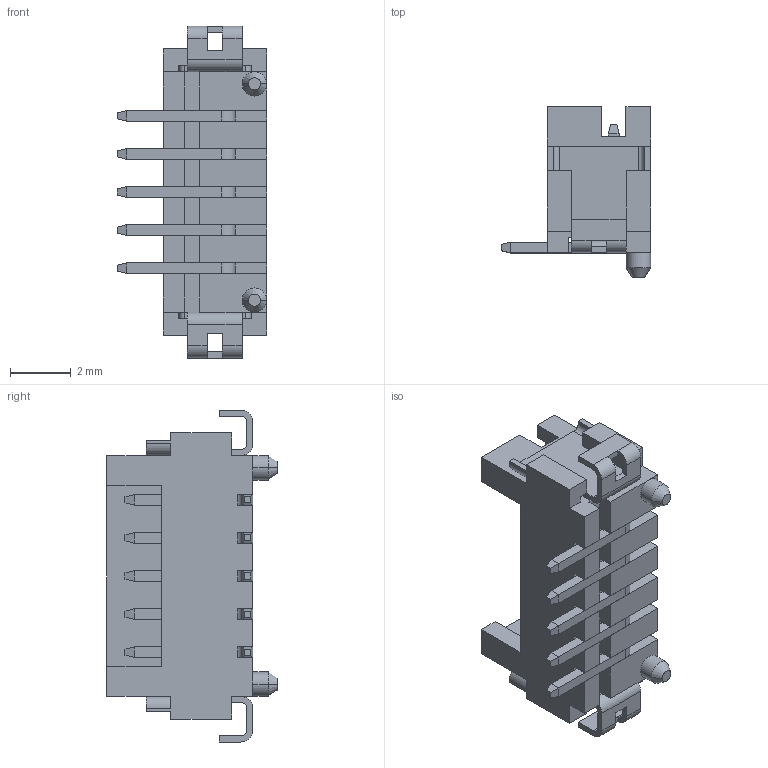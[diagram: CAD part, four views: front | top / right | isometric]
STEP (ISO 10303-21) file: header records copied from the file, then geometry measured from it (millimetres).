
FILE_DESCRIPTION(('OneSpaceDesigner STEP Export'),'2;1');
FILE_NAME('DF13-5P-1.25V.stp','2007-03-23T 9:53:20',(''),(''),'OneSpace Designer STEP processor (Jan. 2003) for AP214(CD)(Solid Model)','OneSpace Designer 12.00 10-Sep-2003 (C) CoCreate Software GmbH','');
FILE_SCHEMA(('AUTOMOTIVE_DESIGN_CC2 {1 2 10303 214 -1 1 5 1}'));
Length unit declared in the file: millimetre
Products named in the file (2): DF13-5P-1.25V
Assembly tree (1 placements, depth 2):
  DF13-5P-1.25V
    DF13-5P-1.25V
Bounding box: 4.9 x 5.6 x 10.9 mm (x, y, z)
Volume: 81.4 mm3; surface area: 307.8 mm2
Topology: 1 solids, 1 shells, 311 faces, 843 edges, 540 vertices
Faces by surface type: plane 269, cylinder 38, cone 4
Entity records: 9133 total; most frequent: ORIENTED_EDGE 1686, CARTESIAN_POINT 1589, DIRECTION 1381, EDGE_CURVE 843, VECTOR 717, LINE 717, VERTEX_POINT 540, AXIS2_PLACEMENT_3D 332
